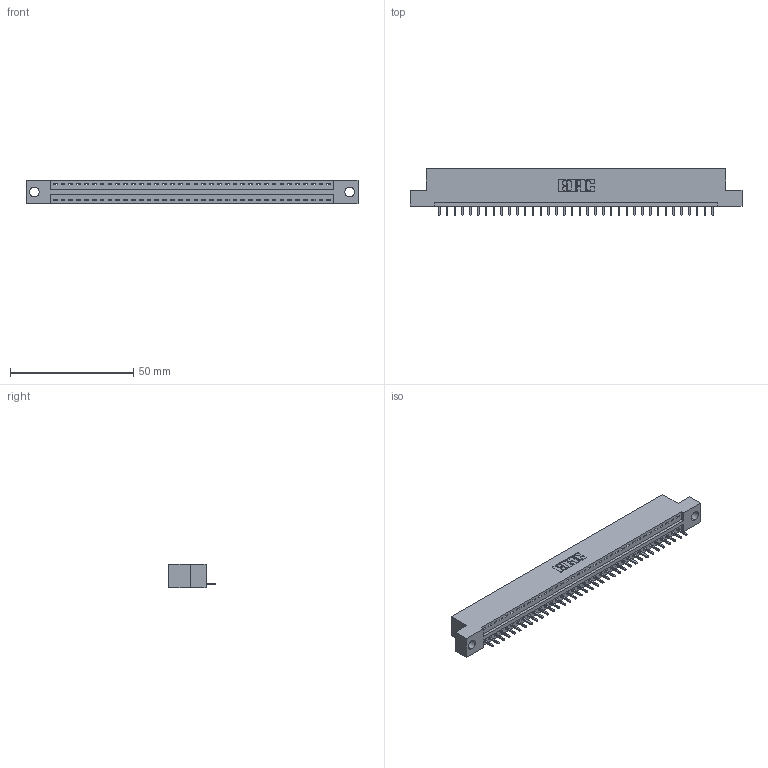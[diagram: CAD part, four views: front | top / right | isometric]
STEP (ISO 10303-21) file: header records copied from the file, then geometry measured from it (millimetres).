
FILE_DESCRIPTION (( 'STEP AP203' ), '1' );
FILE_NAME ('396-036-521-104.STEP', '2018-09-06T03:28:59', ( '' ), ( '' ), 'SwSTEP 2.0', 'SolidWorks 2016', '' );
FILE_SCHEMA (( 'CONFIG_CONTROL_DESIGN' ));
Length unit declared in the file: inch
Products named in the file (3): 346 Part_Flush Mounting Lugs - 0.156 Dia-TH; 345-292-001_345-293-121; 396-036-521-104
Assembly tree (37 placements, depth 2):
  396-036-521-104
    346 Part_Flush Mounting Lugs - 0.156 Dia-TH
    345-292-001_345-293-121  x36
Bounding box: 134.87 x 19.05 x 9.4 mm (x, y, z)
Volume: 12678.8 mm3; surface area: 15179.7 mm2
Topology: 37 solids, 37 shells, 2210 faces, 6665 edges, 4394 vertices
Faces by surface type: plane 1516, cylinder 694
Entity records: 23171 total; most frequent: CARTESIAN_POINT 3980, ORIENTED_EDGE 3950, DIRECTION 3519, EDGE_CURVE 1975, LINE 1699, VECTOR 1699, VERTEX_POINT 1314, AXIS2_PLACEMENT_3D 910
